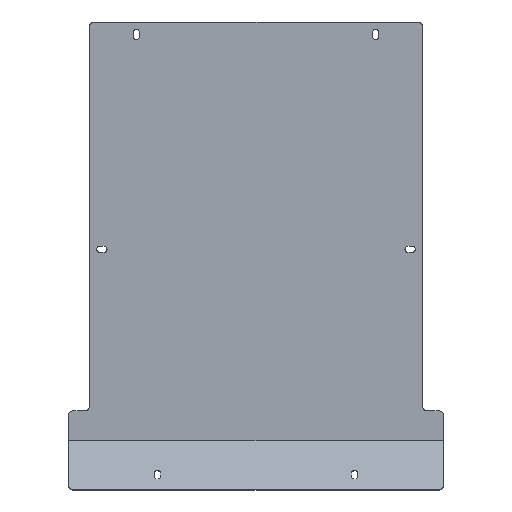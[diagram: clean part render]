
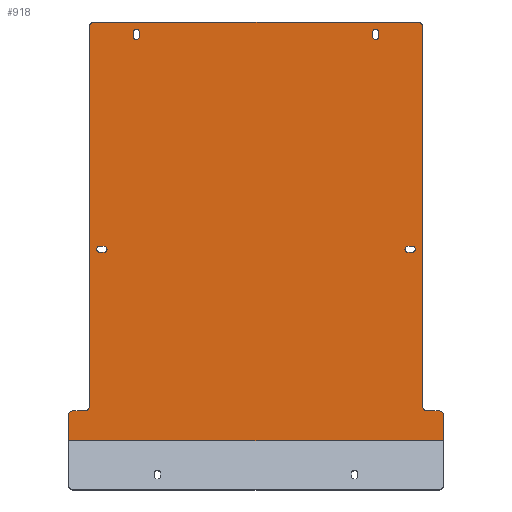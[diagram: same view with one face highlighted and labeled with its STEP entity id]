
A CAD part, top view. The second image highlights one B-rep face of the part: STEP entity #918.
In plain terms, the highlighted planar face has unit normal (0, 0, 1).
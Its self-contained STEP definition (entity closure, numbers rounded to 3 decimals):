
#17=FACE_BOUND('',#113,.T.);
#18=FACE_BOUND('',#114,.T.);
#19=FACE_BOUND('',#115,.T.);
#20=FACE_BOUND('',#116,.T.);
#30=PLANE('',#991);
#60=FACE_OUTER_BOUND('',#112,.T.);
#112=EDGE_LOOP('',(#649,#650,#651,#652,#653,#654,#655,#656,#657,#658,#659,
#660,#661,#662));
#113=EDGE_LOOP('',(#663,#664,#665,#666));
#114=EDGE_LOOP('',(#667,#668,#669,#670));
#115=EDGE_LOOP('',(#671,#672,#673,#674));
#116=EDGE_LOOP('',(#675,#676,#677,#678));
#181=LINE('',#1404,#273);
#184=LINE('',#1410,#276);
#185=LINE('',#1412,#277);
#186=LINE('',#1414,#278);
#187=LINE('',#1418,#279);
#188=LINE('',#1422,#280);
#189=LINE('',#1426,#281);
#190=LINE('',#1430,#282);
#191=LINE('',#1434,#283);
#192=LINE('',#1438,#284);
#193=LINE('',#1442,#285);
#194=LINE('',#1446,#286);
#195=LINE('',#1450,#287);
#196=LINE('',#1454,#288);
#197=LINE('',#1458,#289);
#198=LINE('',#1462,#290);
#273=VECTOR('',#1115,10.);
#276=VECTOR('',#1120,10.);
#277=VECTOR('',#1121,10.);
#278=VECTOR('',#1122,10.);
#279=VECTOR('',#1125,10.);
#280=VECTOR('',#1128,10.);
#281=VECTOR('',#1131,10.);
#282=VECTOR('',#1134,10.);
#283=VECTOR('',#1137,10.);
#284=VECTOR('',#1140,10.);
#285=VECTOR('',#1143,10.);
#286=VECTOR('',#1146,10.);
#287=VECTOR('',#1149,10.);
#288=VECTOR('',#1152,10.);
#289=VECTOR('',#1155,10.);
#290=VECTOR('',#1158,10.);
#359=CIRCLE('',#989,3.);
#360=CIRCLE('',#992,3.);
#361=CIRCLE('',#993,3.);
#362=CIRCLE('',#994,3.);
#363=CIRCLE('',#995,3.);
#364=CIRCLE('',#996,3.);
#365=CIRCLE('',#997,2.);
#366=CIRCLE('',#998,2.);
#367=CIRCLE('',#999,2.);
#368=CIRCLE('',#1000,2.);
#369=CIRCLE('',#1001,2.);
#370=CIRCLE('',#1002,2.);
#371=CIRCLE('',#1003,2.);
#372=CIRCLE('',#1004,2.);
#414=VERTEX_POINT('',#1397);
#415=VERTEX_POINT('',#1399);
#416=VERTEX_POINT('',#1403);
#418=VERTEX_POINT('',#1409);
#419=VERTEX_POINT('',#1411);
#420=VERTEX_POINT('',#1413);
#421=VERTEX_POINT('',#1415);
#422=VERTEX_POINT('',#1417);
#423=VERTEX_POINT('',#1419);
#424=VERTEX_POINT('',#1421);
#425=VERTEX_POINT('',#1423);
#426=VERTEX_POINT('',#1425);
#427=VERTEX_POINT('',#1427);
#428=VERTEX_POINT('',#1429);
#429=VERTEX_POINT('',#1432);
#430=VERTEX_POINT('',#1433);
#431=VERTEX_POINT('',#1435);
#432=VERTEX_POINT('',#1437);
#433=VERTEX_POINT('',#1440);
#434=VERTEX_POINT('',#1441);
#435=VERTEX_POINT('',#1443);
#436=VERTEX_POINT('',#1445);
#437=VERTEX_POINT('',#1448);
#438=VERTEX_POINT('',#1449);
#439=VERTEX_POINT('',#1451);
#440=VERTEX_POINT('',#1453);
#441=VERTEX_POINT('',#1456);
#442=VERTEX_POINT('',#1457);
#443=VERTEX_POINT('',#1459);
#444=VERTEX_POINT('',#1461);
#504=EDGE_CURVE('',#414,#415,#359,.T.);
#506=EDGE_CURVE('',#416,#415,#181,.T.);
#509=EDGE_CURVE('',#414,#418,#184,.T.);
#510=EDGE_CURVE('',#418,#419,#185,.T.);
#511=EDGE_CURVE('',#419,#420,#186,.T.);
#512=EDGE_CURVE('',#421,#420,#360,.T.);
#513=EDGE_CURVE('',#421,#422,#187,.T.);
#514=EDGE_CURVE('',#423,#422,#361,.T.);
#515=EDGE_CURVE('',#423,#424,#188,.T.);
#516=EDGE_CURVE('',#425,#424,#362,.T.);
#517=EDGE_CURVE('',#425,#426,#189,.T.);
#518=EDGE_CURVE('',#427,#426,#363,.T.);
#519=EDGE_CURVE('',#427,#428,#190,.T.);
#520=EDGE_CURVE('',#416,#428,#364,.T.);
#521=EDGE_CURVE('',#429,#430,#191,.T.);
#522=EDGE_CURVE('',#430,#431,#365,.T.);
#523=EDGE_CURVE('',#431,#432,#192,.T.);
#524=EDGE_CURVE('',#432,#429,#366,.T.);
#525=EDGE_CURVE('',#433,#434,#193,.T.);
#526=EDGE_CURVE('',#434,#435,#367,.T.);
#527=EDGE_CURVE('',#435,#436,#194,.T.);
#528=EDGE_CURVE('',#436,#433,#368,.T.);
#529=EDGE_CURVE('',#437,#438,#195,.T.);
#530=EDGE_CURVE('',#438,#439,#369,.T.);
#531=EDGE_CURVE('',#439,#440,#196,.T.);
#532=EDGE_CURVE('',#440,#437,#370,.T.);
#533=EDGE_CURVE('',#441,#442,#197,.T.);
#534=EDGE_CURVE('',#442,#443,#371,.T.);
#535=EDGE_CURVE('',#443,#444,#198,.T.);
#536=EDGE_CURVE('',#444,#441,#372,.T.);
#649=ORIENTED_EDGE('',*,*,#504,.F.);
#650=ORIENTED_EDGE('',*,*,#509,.T.);
#651=ORIENTED_EDGE('',*,*,#510,.T.);
#652=ORIENTED_EDGE('',*,*,#511,.T.);
#653=ORIENTED_EDGE('',*,*,#512,.F.);
#654=ORIENTED_EDGE('',*,*,#513,.T.);
#655=ORIENTED_EDGE('',*,*,#514,.F.);
#656=ORIENTED_EDGE('',*,*,#515,.T.);
#657=ORIENTED_EDGE('',*,*,#516,.F.);
#658=ORIENTED_EDGE('',*,*,#517,.T.);
#659=ORIENTED_EDGE('',*,*,#518,.F.);
#660=ORIENTED_EDGE('',*,*,#519,.T.);
#661=ORIENTED_EDGE('',*,*,#520,.F.);
#662=ORIENTED_EDGE('',*,*,#506,.T.);
#663=ORIENTED_EDGE('',*,*,#521,.T.);
#664=ORIENTED_EDGE('',*,*,#522,.T.);
#665=ORIENTED_EDGE('',*,*,#523,.T.);
#666=ORIENTED_EDGE('',*,*,#524,.T.);
#667=ORIENTED_EDGE('',*,*,#525,.T.);
#668=ORIENTED_EDGE('',*,*,#526,.T.);
#669=ORIENTED_EDGE('',*,*,#527,.T.);
#670=ORIENTED_EDGE('',*,*,#528,.T.);
#671=ORIENTED_EDGE('',*,*,#529,.T.);
#672=ORIENTED_EDGE('',*,*,#530,.T.);
#673=ORIENTED_EDGE('',*,*,#531,.T.);
#674=ORIENTED_EDGE('',*,*,#532,.T.);
#675=ORIENTED_EDGE('',*,*,#533,.T.);
#676=ORIENTED_EDGE('',*,*,#534,.T.);
#677=ORIENTED_EDGE('',*,*,#535,.T.);
#678=ORIENTED_EDGE('',*,*,#536,.T.);
#918=ADVANCED_FACE('',(#60,#17,#18,#19,#20),#30,.F.);
#989=AXIS2_PLACEMENT_3D('',#1400,#1110,#1111);
#991=AXIS2_PLACEMENT_3D('',#1408,#1118,#1119);
#992=AXIS2_PLACEMENT_3D('',#1416,#1123,#1124);
#993=AXIS2_PLACEMENT_3D('',#1420,#1126,#1127);
#994=AXIS2_PLACEMENT_3D('',#1424,#1129,#1130);
#995=AXIS2_PLACEMENT_3D('',#1428,#1132,#1133);
#996=AXIS2_PLACEMENT_3D('',#1431,#1135,#1136);
#997=AXIS2_PLACEMENT_3D('',#1436,#1138,#1139);
#998=AXIS2_PLACEMENT_3D('',#1439,#1141,#1142);
#999=AXIS2_PLACEMENT_3D('',#1444,#1144,#1145);
#1000=AXIS2_PLACEMENT_3D('',#1447,#1147,#1148);
#1001=AXIS2_PLACEMENT_3D('',#1452,#1150,#1151);
#1002=AXIS2_PLACEMENT_3D('',#1455,#1153,#1154);
#1003=AXIS2_PLACEMENT_3D('',#1460,#1156,#1157);
#1004=AXIS2_PLACEMENT_3D('',#1463,#1159,#1160);
#1110=DIRECTION('center_axis',(0.,0.,-1.));
#1111=DIRECTION('ref_axis',(-0.707,0.707,0.));
#1115=DIRECTION('',(-1.,0.,0.));
#1118=DIRECTION('center_axis',(0.,0.,-1.));
#1119=DIRECTION('ref_axis',(1.,0.,0.));
#1120=DIRECTION('',(0.,-1.,0.));
#1121=DIRECTION('',(1.,0.,0.));
#1122=DIRECTION('',(0.,1.,0.));
#1123=DIRECTION('center_axis',(0.,0.,-1.));
#1124=DIRECTION('ref_axis',(0.707,0.707,0.));
#1125=DIRECTION('',(-1.,0.,0.));
#1126=DIRECTION('center_axis',(0.,0.,1.));
#1127=DIRECTION('ref_axis',(-0.707,-0.707,0.));
#1128=DIRECTION('',(0.,1.,0.));
#1129=DIRECTION('center_axis',(0.,0.,-1.));
#1130=DIRECTION('ref_axis',(0.707,0.707,0.));
#1131=DIRECTION('',(-1.,0.,0.));
#1132=DIRECTION('center_axis',(0.,0.,-1.));
#1133=DIRECTION('ref_axis',(-0.707,0.707,0.));
#1134=DIRECTION('',(0.,-1.,0.));
#1135=DIRECTION('center_axis',(0.,0.,1.));
#1136=DIRECTION('ref_axis',(0.707,-0.707,0.));
#1137=DIRECTION('',(0.,-1.,0.));
#1138=DIRECTION('center_axis',(0.,0.,-1.));
#1139=DIRECTION('ref_axis',(-1.,0.,0.));
#1140=DIRECTION('',(0.,1.,0.));
#1141=DIRECTION('center_axis',(0.,0.,-1.));
#1142=DIRECTION('ref_axis',(1.,0.,0.));
#1143=DIRECTION('',(1.,0.,0.));
#1144=DIRECTION('center_axis',(0.,0.,-1.));
#1145=DIRECTION('ref_axis',(0.,-1.,0.));
#1146=DIRECTION('',(-1.,0.,0.));
#1147=DIRECTION('center_axis',(0.,0.,-1.));
#1148=DIRECTION('ref_axis',(0.,1.,0.));
#1149=DIRECTION('',(0.,1.,0.));
#1150=DIRECTION('center_axis',(0.,0.,-1.));
#1151=DIRECTION('ref_axis',(1.,0.,0.));
#1152=DIRECTION('',(0.,-1.,0.));
#1153=DIRECTION('center_axis',(0.,0.,-1.));
#1154=DIRECTION('ref_axis',(-1.,0.,0.));
#1155=DIRECTION('',(-1.,0.,0.));
#1156=DIRECTION('center_axis',(0.,0.,-1.));
#1157=DIRECTION('ref_axis',(0.,1.,0.));
#1158=DIRECTION('',(1.,0.,0.));
#1159=DIRECTION('center_axis',(0.,0.,-1.));
#1160=DIRECTION('ref_axis',(0.,-1.,0.));
#1397=CARTESIAN_POINT('',(-126.5,67.,-115.5));
#1399=CARTESIAN_POINT('',(-123.5,70.,-115.5));
#1400=CARTESIAN_POINT('Origin',(-123.5,67.,-115.5));
#1403=CARTESIAN_POINT('',(-115.3,70.,-115.5));
#1404=CARTESIAN_POINT('',(126.5,70.,-115.5));
#1408=CARTESIAN_POINT('Origin',(0.,201.15,-115.5));
#1409=CARTESIAN_POINT('',(-126.5,49.855,-115.5));
#1410=CARTESIAN_POINT('',(-126.5,70.,-115.5));
#1411=CARTESIAN_POINT('',(126.5,49.855,-115.5));
#1412=CARTESIAN_POINT('',(-63.25,49.855,-115.5));
#1413=CARTESIAN_POINT('',(126.5,67.,-115.5));
#1414=CARTESIAN_POINT('',(126.5,-43.477,-115.5));
#1415=CARTESIAN_POINT('',(123.5,70.,-115.5));
#1416=CARTESIAN_POINT('Origin',(123.5,67.,-115.5));
#1417=CARTESIAN_POINT('',(115.3,70.,-115.5));
#1418=CARTESIAN_POINT('',(126.5,70.,-115.5));
#1419=CARTESIAN_POINT('',(112.3,73.,-115.5));
#1420=CARTESIAN_POINT('Origin',(115.3,73.,-115.5));
#1421=CARTESIAN_POINT('',(112.3,329.3,-115.5));
#1422=CARTESIAN_POINT('',(112.3,70.,-115.5));
#1423=CARTESIAN_POINT('',(109.3,332.3,-115.5));
#1424=CARTESIAN_POINT('Origin',(109.3,329.3,-115.5));
#1425=CARTESIAN_POINT('',(-109.3,332.3,-115.5));
#1426=CARTESIAN_POINT('',(112.3,332.3,-115.5));
#1427=CARTESIAN_POINT('',(-112.3,329.3,-115.5));
#1428=CARTESIAN_POINT('Origin',(-109.3,329.3,-115.5));
#1429=CARTESIAN_POINT('',(-112.3,73.,-115.5));
#1430=CARTESIAN_POINT('',(-112.3,332.3,-115.5));
#1431=CARTESIAN_POINT('Origin',(-115.3,73.,-115.5));
#1432=CARTESIAN_POINT('',(82.7,325.5,-115.5));
#1433=CARTESIAN_POINT('',(82.7,322.5,-115.5));
#1434=CARTESIAN_POINT('',(82.7,263.325,-115.5));
#1435=CARTESIAN_POINT('',(78.7,322.5,-115.5));
#1436=CARTESIAN_POINT('Origin',(80.7,322.5,-115.5));
#1437=CARTESIAN_POINT('',(78.7,325.5,-115.5));
#1438=CARTESIAN_POINT('',(78.7,261.825,-115.5));
#1439=CARTESIAN_POINT('Origin',(80.7,325.5,-115.5));
#1440=CARTESIAN_POINT('',(102.5,181.,-115.5));
#1441=CARTESIAN_POINT('',(105.5,181.,-115.5));
#1442=CARTESIAN_POINT('',(51.25,181.,-115.5));
#1443=CARTESIAN_POINT('',(105.5,177.,-115.5));
#1444=CARTESIAN_POINT('Origin',(105.5,179.,-115.5));
#1445=CARTESIAN_POINT('',(102.5,177.,-115.5));
#1446=CARTESIAN_POINT('',(52.75,177.,-115.5));
#1447=CARTESIAN_POINT('Origin',(102.5,179.,-115.5));
#1448=CARTESIAN_POINT('',(-82.7,322.5,-115.5));
#1449=CARTESIAN_POINT('',(-82.7,325.5,-115.5));
#1450=CARTESIAN_POINT('',(-82.7,261.825,-115.5));
#1451=CARTESIAN_POINT('',(-78.7,325.5,-115.5));
#1452=CARTESIAN_POINT('Origin',(-80.7,325.5,-115.5));
#1453=CARTESIAN_POINT('',(-78.7,322.5,-115.5));
#1454=CARTESIAN_POINT('',(-78.7,263.325,-115.5));
#1455=CARTESIAN_POINT('Origin',(-80.7,322.5,-115.5));
#1456=CARTESIAN_POINT('',(-102.5,177.,-115.5));
#1457=CARTESIAN_POINT('',(-105.5,177.,-115.5));
#1458=CARTESIAN_POINT('',(-51.25,177.,-115.5));
#1459=CARTESIAN_POINT('',(-105.5,181.,-115.5));
#1460=CARTESIAN_POINT('Origin',(-105.5,179.,-115.5));
#1461=CARTESIAN_POINT('',(-102.5,181.,-115.5));
#1462=CARTESIAN_POINT('',(-52.75,181.,-115.5));
#1463=CARTESIAN_POINT('Origin',(-102.5,179.,-115.5));
